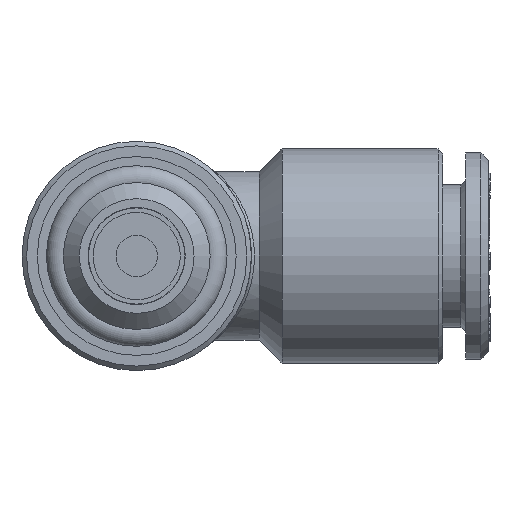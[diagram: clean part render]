
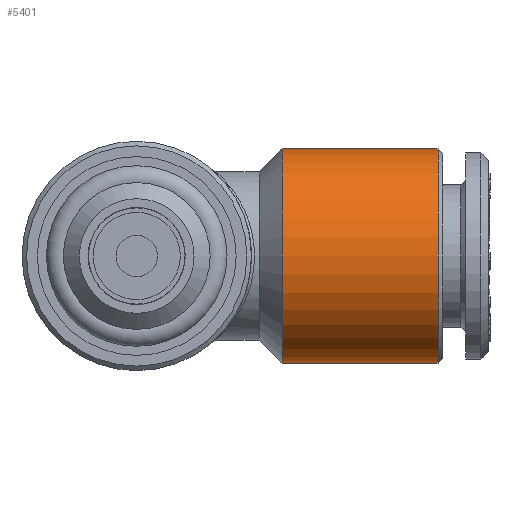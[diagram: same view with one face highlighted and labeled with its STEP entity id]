
A CAD part, front view. The second image highlights one B-rep face of the part: STEP entity #5401.
In plain terms, the highlighted cylindrical face has radius 7 mm (diameter 14 mm), a full revolution.
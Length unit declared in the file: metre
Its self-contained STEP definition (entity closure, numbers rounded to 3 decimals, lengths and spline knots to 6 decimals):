
#1014=CYLINDRICAL_SURFACE('',#5655,0.007);
#1036=ORIENTED_EDGE('',*,*,#2106,.T.);
#1037=ORIENTED_EDGE('',*,*,#2107,.F.);
#2106=EDGE_CURVE('',#2641,#2641,#3015,.T.);
#2107=EDGE_CURVE('',#2642,#2642,#3016,.T.);
#2641=VERTEX_POINT('',#6677);
#2642=VERTEX_POINT('',#6679);
#3015=CIRCLE('',#5656,0.007);
#3016=CIRCLE('',#5657,0.007);
#3079=EDGE_LOOP('',(#1036));
#3080=EDGE_LOOP('',(#1037));
#3390=FACE_BOUND('',#3079,.T.);
#3391=FACE_BOUND('',#3080,.T.);
#5401=ADVANCED_FACE('',(#3390,#3391),#1014,.T.);
#5655=AXIS2_PLACEMENT_3D('',#6675,#5896,#5897);
#5656=AXIS2_PLACEMENT_3D('',#6676,#5898,#5899);
#5657=AXIS2_PLACEMENT_3D('',#6678,#5900,#5901);
#5896=DIRECTION('',(1.,0.,0.));
#5897=DIRECTION('',(0.,0.,1.));
#5898=DIRECTION('',(-1.,0.,0.));
#5899=DIRECTION('',(0.,0.,1.));
#5900=DIRECTION('',(-1.,0.,0.));
#5901=DIRECTION('',(0.,0.,1.));
#6675=CARTESIAN_POINT('',(-0.005577,0.0154,0.));
#6676=CARTESIAN_POINT('',(0.0197,0.0154,0.));
#6677=CARTESIAN_POINT('',(0.0197,0.0154,0.007));
#6678=CARTESIAN_POINT('',(0.0095,0.0154,0.));
#6679=CARTESIAN_POINT('',(0.0095,0.0154,0.007));
